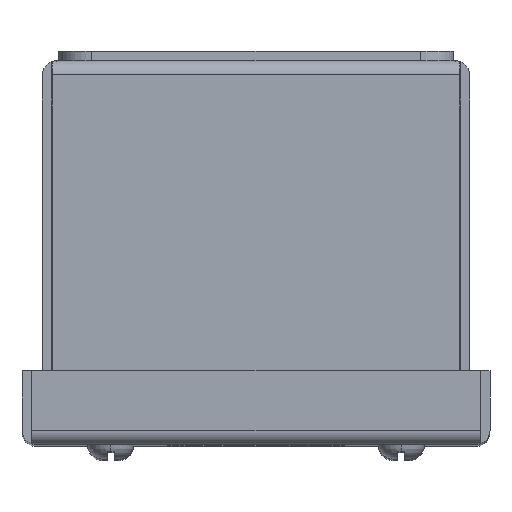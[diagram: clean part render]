
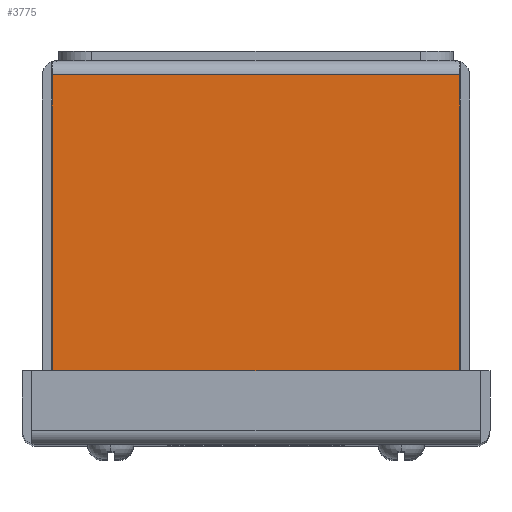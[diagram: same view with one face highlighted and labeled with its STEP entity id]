
A CAD part, top view. The second image highlights one B-rep face of the part: STEP entity #3775.
In plain terms, the highlighted planar face has unit normal (0, 0, 1).
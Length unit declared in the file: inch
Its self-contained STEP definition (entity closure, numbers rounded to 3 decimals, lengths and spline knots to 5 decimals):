
#799 = VECTOR ( 'NONE', #1450, 39.37008 ) ;
#1450 = DIRECTION ( 'NONE',  ( 1., 0., 0. ) ) ;
#1533 = EDGE_LOOP ( 'NONE', ( #14812, #4822, #7702, #2411 ) ) ;
#2240 = VECTOR ( 'NONE', #12745, 39.37008 ) ;
#2411 = ORIENTED_EDGE ( 'NONE', *, *, #15060, .F. ) ;
#2753 = CARTESIAN_POINT ( 'NONE',  ( -1.55221, -0.108, 4. ) ) ;
#3775 = ADVANCED_FACE ( 'NONE', ( #14880 ), #13808, .F. ) ;
#3810 = EDGE_CURVE ( 'NONE', #11560, #12698, #9159, .T. ) ;
#4402 = CARTESIAN_POINT ( 'NONE',  ( 10.781, 0., 4. ) ) ;
#4550 = CARTESIAN_POINT ( 'NONE',  ( 1.55221, 39.37008, 4. ) ) ;
#4822 = ORIENTED_EDGE ( 'NONE', *, *, #14484, .F. ) ;
#5143 = AXIS2_PLACEMENT_3D ( 'NONE', #4402, #11437, #8007 ) ;
#5408 = VECTOR ( 'NONE', #10366, 39.37008 ) ;
#5965 = CARTESIAN_POINT ( 'NONE',  ( -1.517, -0.108, 4. ) ) ;
#6545 = CARTESIAN_POINT ( 'NONE',  ( 1.55221, -2.642, 4. ) ) ;
#6560 = EDGE_CURVE ( 'NONE', #6591, #14173, #12996, .T. ) ;
#6591 = VERTEX_POINT ( 'NONE', #2753 ) ;
#7702 = ORIENTED_EDGE ( 'NONE', *, *, #6560, .F. ) ;
#8007 = DIRECTION ( 'NONE',  ( -1., 0., 0. ) ) ;
#8267 = LINE ( 'NONE', #13071, #13994 ) ;
#9159 = LINE ( 'NONE', #12661, #2240 ) ;
#10366 = DIRECTION ( 'NONE',  ( 0., -1., 0. ) ) ;
#11350 = LINE ( 'NONE', #4550, #5408 ) ;
#11437 = DIRECTION ( 'NONE',  ( 0., 0., -1. ) ) ;
#11560 = VERTEX_POINT ( 'NONE', #6545 ) ;
#12661 = CARTESIAN_POINT ( 'NONE',  ( 10.781, -2.642, 4. ) ) ;
#12698 = VERTEX_POINT ( 'NONE', #13419 ) ;
#12745 = DIRECTION ( 'NONE',  ( -1., 0., 0. ) ) ;
#12924 = DIRECTION ( 'NONE',  ( 0., 1., 0. ) ) ;
#12996 = LINE ( 'NONE', #5965, #799 ) ;
#13071 = CARTESIAN_POINT ( 'NONE',  ( -1.55221, 0., 4. ) ) ;
#13419 = CARTESIAN_POINT ( 'NONE',  ( -1.55221, -2.642, 4. ) ) ;
#13808 = PLANE ( 'NONE',  #5143 ) ;
#13994 = VECTOR ( 'NONE', #12924, 39.37008 ) ;
#14173 = VERTEX_POINT ( 'NONE', #15037 ) ;
#14484 = EDGE_CURVE ( 'NONE', #14173, #11560, #11350, .T. ) ;
#14812 = ORIENTED_EDGE ( 'NONE', *, *, #3810, .F. ) ;
#14880 = FACE_OUTER_BOUND ( 'NONE', #1533, .T. ) ;
#15037 = CARTESIAN_POINT ( 'NONE',  ( 1.55221, -0.108, 4. ) ) ;
#15060 = EDGE_CURVE ( 'NONE', #12698, #6591, #8267, .T. ) ;
